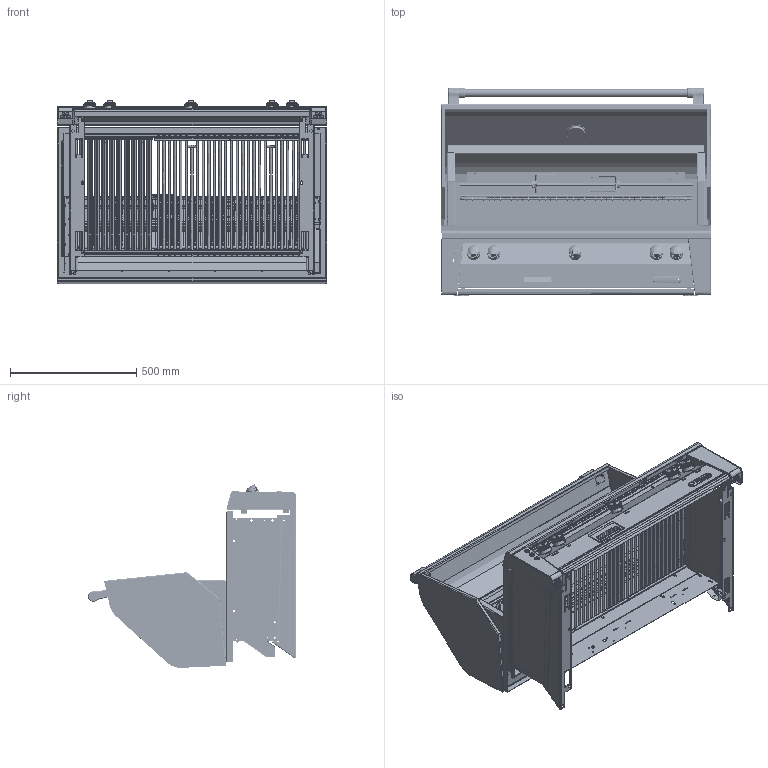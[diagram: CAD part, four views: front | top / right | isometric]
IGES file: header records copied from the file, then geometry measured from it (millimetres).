
Start section: SolidWorks IGES file using analytic representation for surfaces
Global section: file name: ALXE-42SZ.IGS; native system: SolidWorks 2016; preprocessor: SolidWorks 2016; author: Jorge; date: 170418.092407; units: inch
Bounding box: 1066.8 x 824.17 x 728.07 mm (x, y, z)
Surface area: 5989496.4 mm2 (no closed solid volume)
Topology: 0 solids, 0 shells, 1791 faces, 30131 edges, 30120 vertices
Faces by surface type: bspline 900, revolution 891
